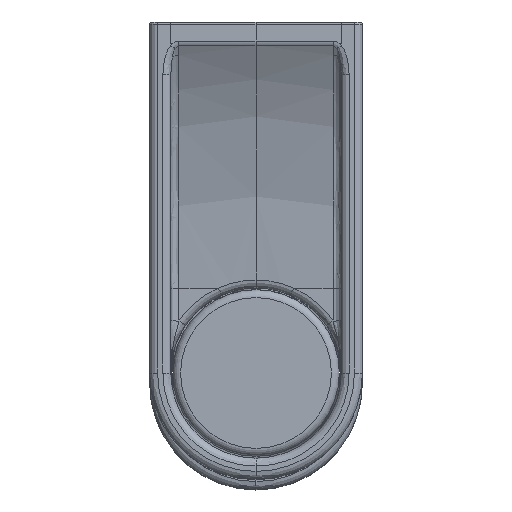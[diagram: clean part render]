
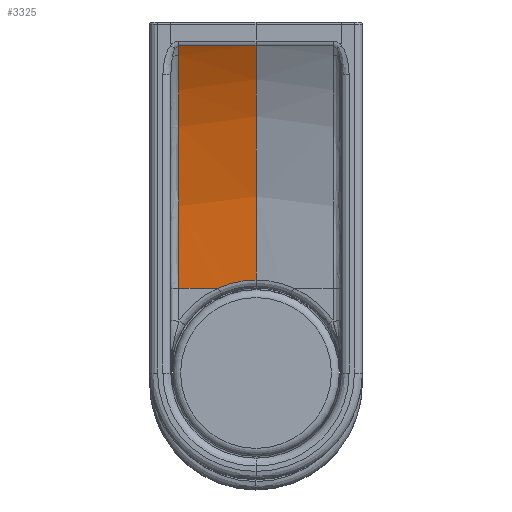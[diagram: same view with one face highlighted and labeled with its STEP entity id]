
A CAD part, top view. The second image highlights one B-rep face of the part: STEP entity #3325.
In plain terms, the highlighted free-form (B-spline) face has degree [3, 1] with [8, 2] control points.
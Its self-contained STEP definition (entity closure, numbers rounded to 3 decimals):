
#33=B_SPLINE_SURFACE_WITH_KNOTS('',3,1,((#6764,#6765),(#6766,#6767),(#6768,
#6769),(#6770,#6771),(#6772,#6773),(#6774,#6775),(#6776,#6777),(#6778,#6779)),
 .UNSPECIFIED.,.F.,.F.,.F.,(4,2,2,4),(2,2),(161.265,161.764,
162.015,162.265),(0.,0.99),.UNSPECIFIED.);
#506=FACE_OUTER_BOUND('',#703,.T.);
#703=EDGE_LOOP('',(#2713,#2714,#2715,#2716,#2717,#2718));
#913=LINE('',#6562,#1124);
#915=LINE('',#6622,#1126);
#1124=VECTOR('',#4257,13.);
#1126=VECTOR('',#4275,13.);
#1251=B_SPLINE_CURVE_WITH_KNOTS('',3,(#6531,#6532,#6533,#6534,#6535,#6536,
#6537,#6538,#6539,#6540),.UNSPECIFIED.,.F.,.F.,(4,3,3,4),(0.,11.732,
17.637,22.183),.UNSPECIFIED.);
#1253=B_SPLINE_CURVE_WITH_KNOTS('',3,(#6638,#6639,#6640,#6641),
 .UNSPECIFIED.,.F.,.F.,(4,4),(22.183,23.329),
 .UNSPECIFIED.);
#1258=B_SPLINE_CURVE_WITH_KNOTS('',3,(#6758,#6759,#6760,#6761,#6762,#6763),
 .UNSPECIFIED.,.F.,.F.,(4,2,4),(0.,1.746,3.493),
 .UNSPECIFIED.);
#1259=B_SPLINE_CURVE_WITH_KNOTS('',3,(#6780,#6781,#6782,#6783,#6784,#6785,
#6786,#6787,#6788,#6789),.UNSPECIFIED.,.F.,.F.,(4,3,3,4),(161.296,
161.764,162.015,162.256),.UNSPECIFIED.);
#1494=VERTEX_POINT('',#6503);
#1497=VERTEX_POINT('',#6529);
#1501=VERTEX_POINT('',#6551);
#1507=VERTEX_POINT('',#6618);
#1509=VERTEX_POINT('',#6621);
#1516=VERTEX_POINT('',#6756);
#1903=EDGE_CURVE('',#1497,#1494,#1251,.T.);
#1910=EDGE_CURVE('',#1497,#1501,#913,.T.);
#1920=EDGE_CURVE('',#1507,#1509,#915,.T.);
#1923=EDGE_CURVE('',#1494,#1507,#1253,.T.);
#1937=EDGE_CURVE('',#1501,#1516,#1258,.T.);
#1938=EDGE_CURVE('',#1516,#1509,#1259,.T.);
#2713=ORIENTED_EDGE('',*,*,#1938,.T.);
#2714=ORIENTED_EDGE('',*,*,#1920,.F.);
#2715=ORIENTED_EDGE('',*,*,#1923,.F.);
#2716=ORIENTED_EDGE('',*,*,#1903,.F.);
#2717=ORIENTED_EDGE('',*,*,#1910,.T.);
#2718=ORIENTED_EDGE('',*,*,#1937,.T.);
#3325=ADVANCED_FACE('',(#506),#33,.F.);
#4257=DIRECTION('',(0.,1.,0.));
#4275=DIRECTION('',(0.,1.,0.));
#6503=CARTESIAN_POINT('',(6.417,-266.8,61.131));
#6529=CARTESIAN_POINT('',(12.713,-266.8,90.443));
#6531=CARTESIAN_POINT('Ctrl Pts',(12.713,-266.8,90.443));
#6532=CARTESIAN_POINT('Ctrl Pts',(12.667,-266.8,84.957));
#6533=CARTESIAN_POINT('Ctrl Pts',(12.192,-266.8,79.45));
#6534=CARTESIAN_POINT('Ctrl Pts',(11.056,-266.8,74.179));
#6535=CARTESIAN_POINT('Ctrl Pts',(10.485,-266.8,71.525));
#6536=CARTESIAN_POINT('Ctrl Pts',(9.75,-266.8,68.958));
#6537=CARTESIAN_POINT('Ctrl Pts',(8.84,-266.8,66.524));
#6538=CARTESIAN_POINT('Ctrl Pts',(8.139,-266.8,64.65));
#6539=CARTESIAN_POINT('Ctrl Pts',(7.334,-266.8,62.849));
#6540=CARTESIAN_POINT('Ctrl Pts',(6.417,-266.8,61.131));
#6551=CARTESIAN_POINT('',(12.713,-261.832,90.443));
#6562=CARTESIAN_POINT('',(12.713,-266.8,90.443));
#6618=CARTESIAN_POINT('',(5.702,-266.8,59.846));
#6621=CARTESIAN_POINT('',(5.702,-257.08,59.846));
#6622=CARTESIAN_POINT('',(5.702,-266.8,59.846));
#6638=CARTESIAN_POINT('Ctrl Pts',(6.417,-266.8,61.131));
#6639=CARTESIAN_POINT('Ctrl Pts',(6.186,-266.8,60.697));
#6640=CARTESIAN_POINT('Ctrl Pts',(5.947,-266.8,60.269));
#6641=CARTESIAN_POINT('Ctrl Pts',(5.702,-266.8,59.846));
#6756=CARTESIAN_POINT('',(12.7,-257.08,89.438));
#6758=CARTESIAN_POINT('Ctrl Pts',(12.713,-261.832,90.443));
#6759=CARTESIAN_POINT('Ctrl Pts',(12.71,-261.087,90.113));
#6760=CARTESIAN_POINT('Ctrl Pts',(12.707,-260.307,89.861));
#6761=CARTESIAN_POINT('Ctrl Pts',(12.701,-258.711,89.523));
#6762=CARTESIAN_POINT('Ctrl Pts',(12.7,-257.896,89.438));
#6763=CARTESIAN_POINT('Ctrl Pts',(12.7,-257.08,89.438));
#6764=CARTESIAN_POINT('Ctrl Pts',(12.713,-267.805,90.443));
#6765=CARTESIAN_POINT('Ctrl Pts',(12.713,-254.935,90.443));
#6766=CARTESIAN_POINT('Ctrl Pts',(12.667,-267.805,84.957));
#6767=CARTESIAN_POINT('Ctrl Pts',(12.667,-254.935,84.957));
#6768=CARTESIAN_POINT('Ctrl Pts',(12.192,-267.805,79.45));
#6769=CARTESIAN_POINT('Ctrl Pts',(12.192,-254.935,79.45));
#6770=CARTESIAN_POINT('Ctrl Pts',(10.485,-267.805,71.525));
#6771=CARTESIAN_POINT('Ctrl Pts',(10.485,-254.935,71.525));
#6772=CARTESIAN_POINT('Ctrl Pts',(9.75,-267.805,68.958));
#6773=CARTESIAN_POINT('Ctrl Pts',(9.75,-254.935,68.958));
#6774=CARTESIAN_POINT('Ctrl Pts',(7.93,-267.805,64.089));
#6775=CARTESIAN_POINT('Ctrl Pts',(7.93,-254.935,64.089));
#6776=CARTESIAN_POINT('Ctrl Pts',(6.843,-267.805,61.778));
#6777=CARTESIAN_POINT('Ctrl Pts',(6.843,-254.935,61.778));
#6778=CARTESIAN_POINT('Ctrl Pts',(5.563,-267.805,59.609));
#6779=CARTESIAN_POINT('Ctrl Pts',(5.563,-254.935,59.609));
#6780=CARTESIAN_POINT('Ctrl Pts',(12.7,-257.08,89.438));
#6781=CARTESIAN_POINT('Ctrl Pts',(12.607,-257.08,84.286));
#6782=CARTESIAN_POINT('Ctrl Pts',(12.123,-257.08,79.128));
#6783=CARTESIAN_POINT('Ctrl Pts',(11.056,-257.08,74.179));
#6784=CARTESIAN_POINT('Ctrl Pts',(10.485,-257.08,71.525));
#6785=CARTESIAN_POINT('Ctrl Pts',(9.75,-257.08,68.958));
#6786=CARTESIAN_POINT('Ctrl Pts',(8.84,-257.08,66.524));
#6787=CARTESIAN_POINT('Ctrl Pts',(7.963,-257.08,64.177));
#6788=CARTESIAN_POINT('Ctrl Pts',(6.922,-257.08,61.946));
#6789=CARTESIAN_POINT('Ctrl Pts',(5.702,-257.08,59.846));
